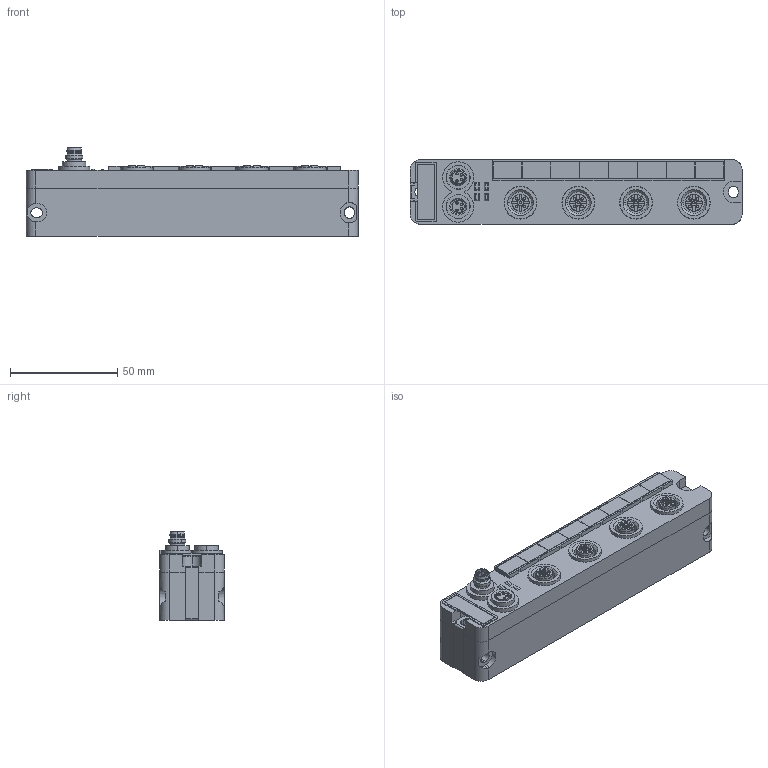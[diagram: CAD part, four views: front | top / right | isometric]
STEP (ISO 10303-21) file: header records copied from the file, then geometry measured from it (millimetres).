
FILE_DESCRIPTION(('CATIA V5 STEP Exchange','CAx-IF Rec.Pracs.--- Model Styling and Organization---1.4--- 2014-01-23'),'2;1');
FILE_NAME ('D1433939_2_1938690000_S3D_SAI-AU-M12-SB-4AI_AO.stp','2020-08-17T08:41:42+00:00',('none'),('Weidmueller'),'CATIA Version 5-6 Release 2016 SP3 HF44','CATIA V5 STEP AP214','none');
FILE_SCHEMA(('AUTOMOTIVE_DESIGN { 1 0 10303 214 1 1 1 1 }'));
Length unit declared in the file: millimetre
Products named in the file (1): S3D_SAI-AU-M12-SB-4AI/AO
Bounding box: 155.13 x 30 x 41.35 mm (x, y, z)
Volume: 142207.4 mm3; surface area: 44530.1 mm2
Topology: 35 solids, 35 shells, 904 faces, 2215 edges, 1450 vertices
Faces by surface type: plane 613, cylinder 257, cone 34
Entity records: 25704 total; most frequent: CARTESIAN_POINT 4688, ORIENTED_EDGE 4430, DIRECTION 3363, EDGE_CURVE 2215, VECTOR 1557, LINE 1557, VERTEX_POINT 1450, AXIS2_PLACEMENT_3D 1199
